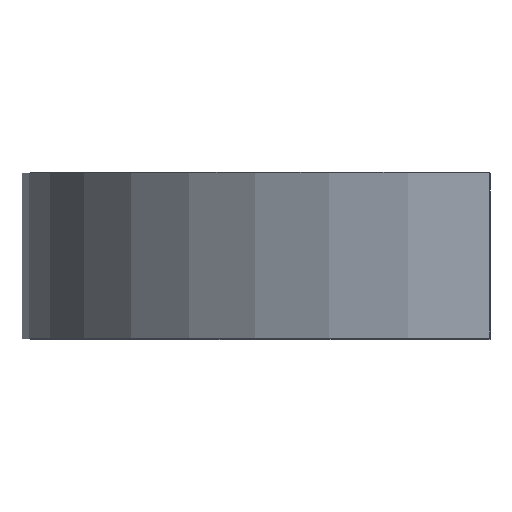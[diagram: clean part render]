
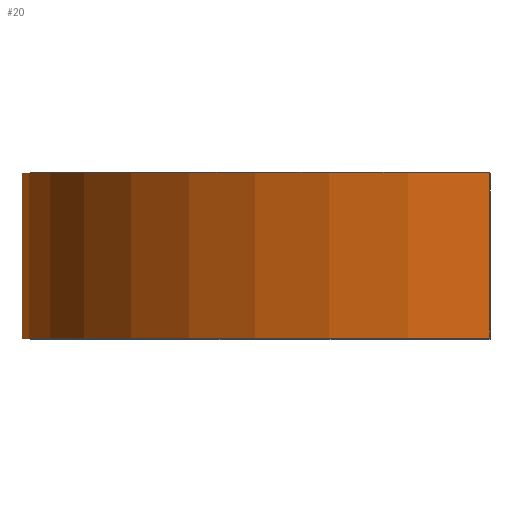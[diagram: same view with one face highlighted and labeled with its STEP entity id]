
A CAD part, top view. The second image highlights one B-rep face of the part: STEP entity #20.
In plain terms, the highlighted cylindrical face has radius 28.616 mm (diameter 57.232 mm), a partial arc.
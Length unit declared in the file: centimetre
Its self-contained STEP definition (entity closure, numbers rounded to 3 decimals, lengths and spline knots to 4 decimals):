
#17 = AXIS2_PLACEMENT_3D ( 'NONE', #148, #128, #187 ) ;
#18 = DIRECTION ( 'NONE',  ( 0., 0., -1. ) ) ;
#20 = ADVANCED_FACE ( 'NONE', ( #140 ), #171, .T. ) ;
#21 = ORIENTED_EDGE ( 'NONE', *, *, #169, .T. ) ;
#22 = CARTESIAN_POINT ( 'NONE',  ( -0.0385, 1., 2.8613 ) ) ;
#27 = CARTESIAN_POINT ( 'NONE',  ( -0.0385, 1., 2.8613 ) ) ;
#31 = VECTOR ( 'NONE', #145, 100. ) ;
#32 = VERTEX_POINT ( 'NONE', #22 ) ;
#33 = CARTESIAN_POINT ( 'NONE',  ( 0., 1., 0. ) ) ;
#40 = CARTESIAN_POINT ( 'NONE',  ( -0.0385, 1., -2.8613 ) ) ;
#41 = EDGE_CURVE ( 'NONE', #32, #138, #189, .T. ) ;
#50 = ORIENTED_EDGE ( 'NONE', *, *, #116, .F. ) ;
#52 = AXIS2_PLACEMENT_3D ( 'NONE', #97, #161, #158 ) ;
#54 = LINE ( 'NONE', #70, #31 ) ;
#55 = EDGE_CURVE ( 'NONE', #151, #181, #104, .T. ) ;
#61 = ORIENTED_EDGE ( 'NONE', *, *, #41, .T. ) ;
#70 = CARTESIAN_POINT ( 'NONE',  ( -0.0385, 1., -2.8613 ) ) ;
#79 = VECTOR ( 'NONE', #177, 100. ) ;
#81 = EDGE_LOOP ( 'NONE', ( #136, #50, #61, #21 ) ) ;
#89 = AXIS2_PLACEMENT_3D ( 'NONE', #33, #153, #18 ) ;
#97 = CARTESIAN_POINT ( 'NONE',  ( 0., 1., 0. ) ) ;
#98 = LINE ( 'NONE', #27, #79 ) ;
#104 = CIRCLE ( 'NONE', #17, 2.8616 ) ;
#113 = CARTESIAN_POINT ( 'NONE',  ( -0.0385, 0., 2.8613 ) ) ;
#116 = EDGE_CURVE ( 'NONE', #32, #151, #98, .T. ) ;
#117 = CARTESIAN_POINT ( 'NONE',  ( -0.0385, 0., -2.8613 ) ) ;
#128 = DIRECTION ( 'NONE',  ( 0., -1., 0. ) ) ;
#136 = ORIENTED_EDGE ( 'NONE', *, *, #55, .F. ) ;
#138 = VERTEX_POINT ( 'NONE', #40 ) ;
#140 = FACE_OUTER_BOUND ( 'NONE', #81, .T. ) ;
#145 = DIRECTION ( 'NONE',  ( 0., -1., 0. ) ) ;
#148 = CARTESIAN_POINT ( 'NONE',  ( 0., 0., 0. ) ) ;
#151 = VERTEX_POINT ( 'NONE', #113 ) ;
#153 = DIRECTION ( 'NONE',  ( 0., -1., 0. ) ) ;
#158 = DIRECTION ( 'NONE',  ( 0., 0., -1. ) ) ;
#161 = DIRECTION ( 'NONE',  ( 0., -1., 0. ) ) ;
#169 = EDGE_CURVE ( 'NONE', #138, #181, #54, .T. ) ;
#171 = CYLINDRICAL_SURFACE ( 'NONE', #89, 2.8616 ) ;
#177 = DIRECTION ( 'NONE',  ( 0., -1., 0. ) ) ;
#181 = VERTEX_POINT ( 'NONE', #117 ) ;
#187 = DIRECTION ( 'NONE',  ( 0., 0., -1. ) ) ;
#189 = CIRCLE ( 'NONE', #52, 2.8616 ) ;
